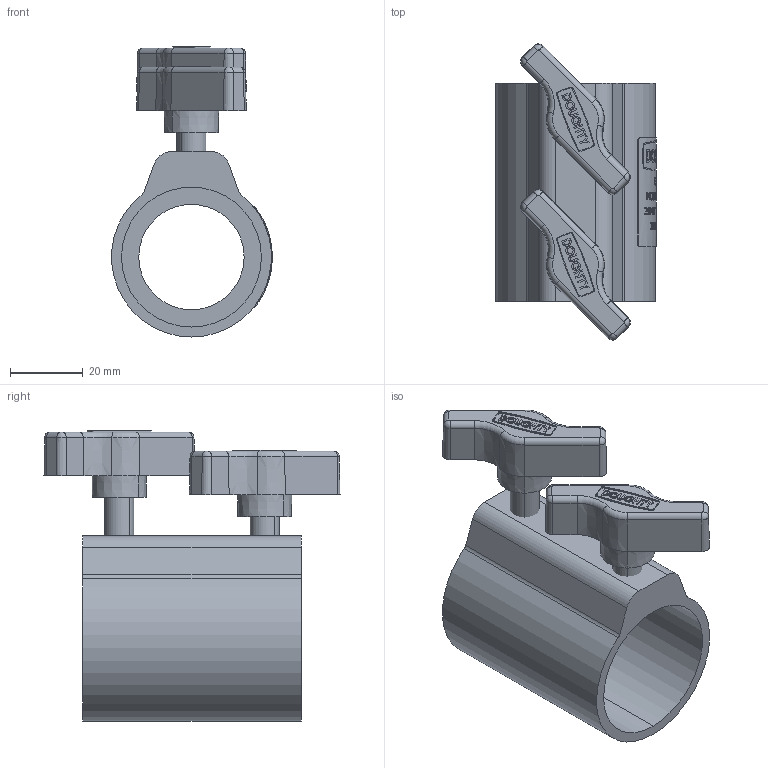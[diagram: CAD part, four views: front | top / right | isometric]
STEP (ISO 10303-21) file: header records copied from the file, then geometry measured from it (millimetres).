
FILE_DESCRIPTION (( 'STEP AP203' ), '1' );
FILE_NAME ('T50700.STEP', '2018-07-31T10:38:03', ( '' ), ( '' ), 'SwSTEP 2.0', 'SolidWorks 2016', '' );
FILE_SCHEMA (( 'CONFIG_CONTROL_DESIGN' ));
Length unit declared in the file: millimetre
Products named in the file (5): T50700; T50600 LABEL_T50700 LABEL; Doughty Knob_S0129; TH2038_TH1755; Doughty Knob_S0127
Assembly tree (4 placements, depth 2):
  T50700
    TH2038_TH1755
    Doughty Knob_S0129
    Doughty Knob_S0127
    T50600 LABEL_T50700 LABEL
Bounding box: 44.15 x 81.46 x 79.8 mm (x, y, z)
Volume: 60875.6 mm3; surface area: 25608.8 mm2
Topology: 4 solids, 4 shells, 916 faces, 2431 edges, 1610 vertices
Faces by surface type: plane 417, bspline 297, cylinder 162, cone 24, torus 16
Entity records: 59486 total; most frequent: CARTESIAN_POINT 38457, ORIENTED_EDGE 4862, DIRECTION 3248, EDGE_CURVE 2431, VERTEX_POINT 1610, AXIS2_PLACEMENT_3D 1166, EDGE_LOOP 1009, B_SPLINE_CURVE_WITH_KNOTS 975
